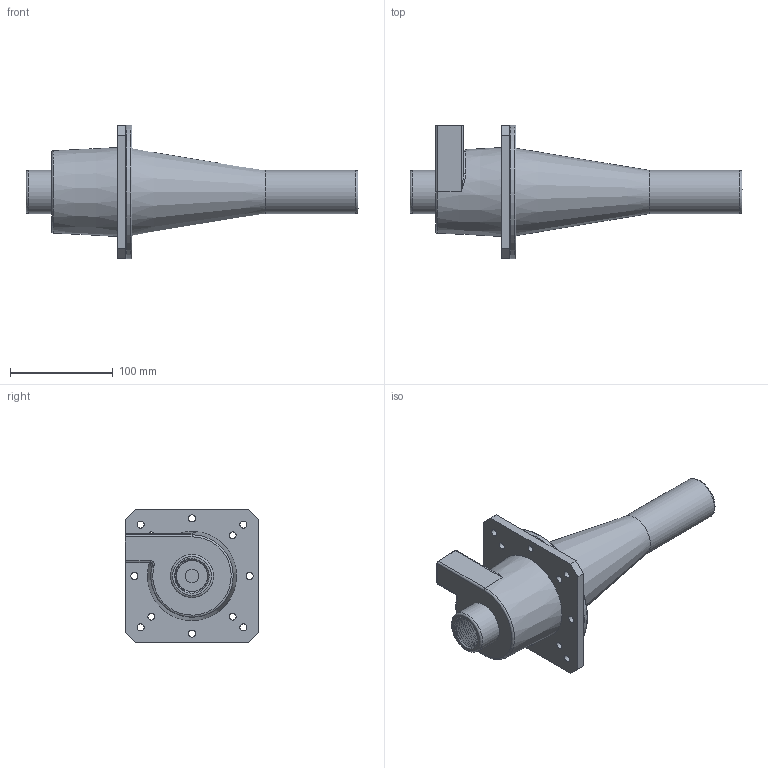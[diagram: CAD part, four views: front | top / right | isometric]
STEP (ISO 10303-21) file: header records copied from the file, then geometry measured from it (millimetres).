
FILE_DESCRIPTION(/* description */ (''),/* implementation_level */ '2;1');
FILE_NAME(/* name */ 'WF-50L.stp',/* time_stamp */ '2022-08-01T16:09:40+08:00',/* author */ (''),/* organization */ (''),/* preprocessor_version */ 'ST-DEVELOPER v16',/* originating_system */ 'SIEMENS PLM Software NX 10.0',/* authorisation */ '');
FILE_SCHEMA (('CONFIG_CONTROL_DESIGN'));
Length unit declared in the file: millimetre
Products named in the file (1): WF-50L_x_t
Bounding box: 323 x 130 x 130 mm (x, y, z)
Volume: 779613.4 mm3; surface area: 156281.3 mm2
Topology: 2 solids, 2 shells, 124 faces, 295 edges, 184 vertices
Faces by surface type: cylinder 43, bspline 30, plane 29, cone 11, torus 11
Full cylindrical faces by diameter (mm): 6.8 x20, 13 x1, 19 x1, 30.5 x2, 42 x2, 76.938 x1, 89 x1, 99 x1, 130 x1
Entity records: 6966 total; most frequent: CARTESIAN_POINT 4460, ORIENTED_EDGE 456, DIRECTION 430, EDGE_CURVE 228, EDGE_LOOP 218, AXIS2_PLACEMENT_3D 194, VERTEX_POINT 166, FACE_BOUND 156
